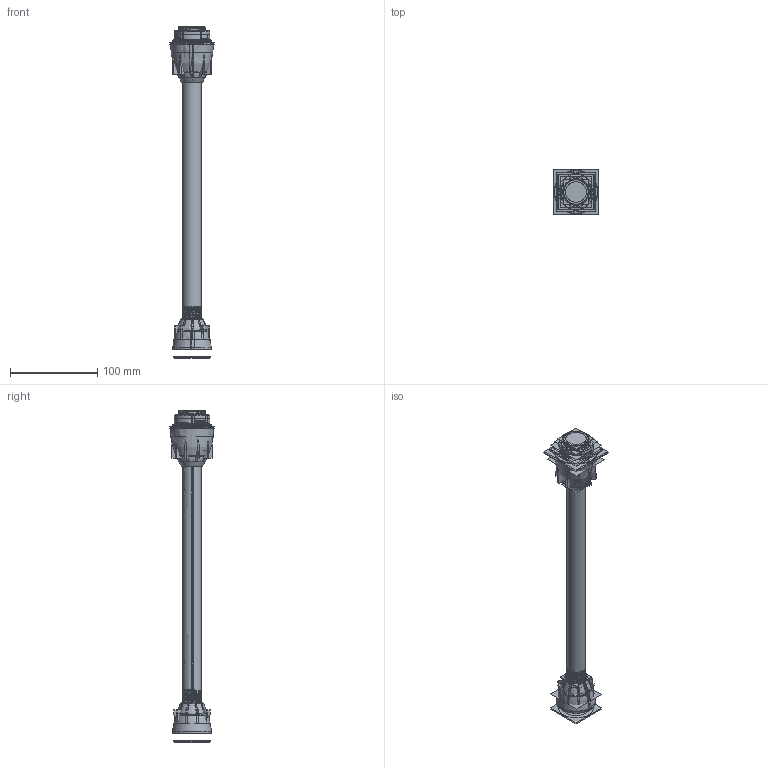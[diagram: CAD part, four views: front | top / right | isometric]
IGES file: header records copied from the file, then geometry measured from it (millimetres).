
Start section:  PTC IGES file: 200710.igs
Global section: file name: 200710.igs; native system: Creo Parametric by PTC Inc.; preprocessor: 2016260; author: PDMAdmin; organization: Unknown; date: 20170621.114919; units: millimetre
Bounding box: 52.01 x 52.01 x 380.64 mm (x, y, z)
Volume: 98710.3 mm3; surface area: 1108053.3 mm2
Topology: 7 solids, 8 shells, 1854 faces, 9982 edges, 12653 vertices
Faces by surface type: bspline 942, revolution 912
